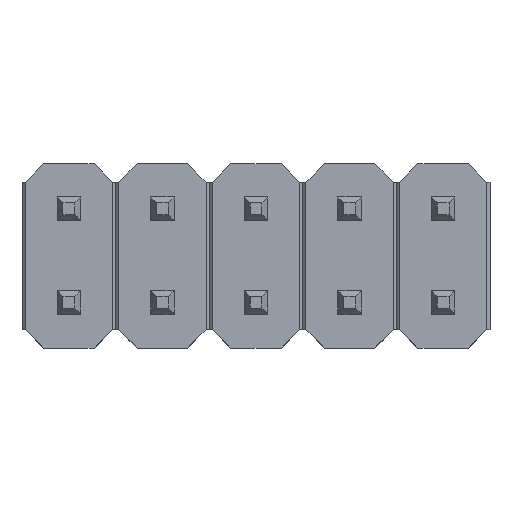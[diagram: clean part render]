
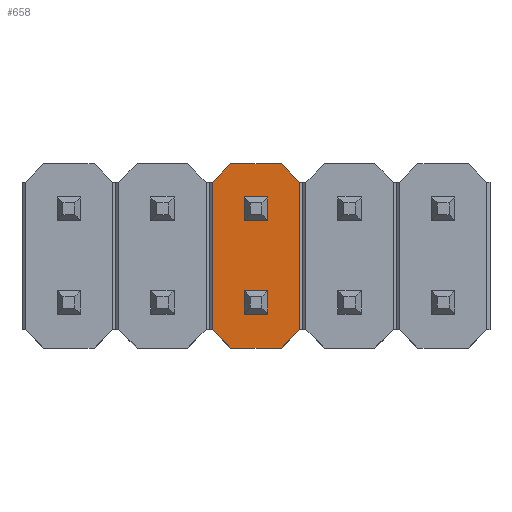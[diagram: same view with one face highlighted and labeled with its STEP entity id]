
A CAD part, top view. The second image highlights one B-rep face of the part: STEP entity #658.
In plain terms, the highlighted planar face has unit normal (0, 0, 1).
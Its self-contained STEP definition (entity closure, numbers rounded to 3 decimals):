
#658=ADVANCED_FACE('',(#1574),#1576,.T.);
#1574=FACE_BOUND('',#1575,.T.);
#1575=EDGE_LOOP('',(#2268,#2269,#2270,#2271,#2272,#2273,#2274,#2275));
#1576=PLANE('',#1577);
#1577=AXIS2_PLACEMENT_3D('',#1578,#1579,#1580);
#1578=CARTESIAN_POINT('',(2.54,0.,2.5));
#1579=DIRECTION('',(0.,0.,1.));
#1580=DIRECTION('',(1.,0.,0.));
#2268=ORIENTED_EDGE('',*,*,#2662,.T.);
#2269=ORIENTED_EDGE('',*,*,#2701,.T.);
#2270=ORIENTED_EDGE('',*,*,#2702,.T.);
#2271=ORIENTED_EDGE('',*,*,#2703,.T.);
#2272=ORIENTED_EDGE('',*,*,#2704,.T.);
#2273=ORIENTED_EDGE('',*,*,#2705,.T.);
#2274=ORIENTED_EDGE('',*,*,#2706,.T.);
#2275=ORIENTED_EDGE('',*,*,#2707,.T.);
#2662=EDGE_CURVE('',#2941,#2939,#2942,.F.);
#2701=EDGE_CURVE('',#2939,#2995,#2996,.T.);
#2702=EDGE_CURVE('',#2995,#2997,#2998,.T.);
#2703=EDGE_CURVE('',#2997,#2999,#3000,.T.);
#2704=EDGE_CURVE('',#2999,#3001,#3002,.F.);
#2705=EDGE_CURVE('',#3001,#3003,#3004,.T.);
#2706=EDGE_CURVE('',#3003,#3005,#3006,.T.);
#2707=EDGE_CURVE('',#3005,#2941,#3007,.T.);
#2939=VERTEX_POINT('',#3401);
#2941=VERTEX_POINT('',#3405);
#2942=LINE('',#3406,#3407);
#2995=VERTEX_POINT('',#3537);
#2996=LINE('',#3538,#3539);
#2997=VERTEX_POINT('',#3541);
#2998=LINE('',#3542,#3543);
#2999=VERTEX_POINT('',#3545);
#3000=LINE('',#3546,#3547);
#3001=VERTEX_POINT('',#3549);
#3002=LINE('',#3550,#3551);
#3003=VERTEX_POINT('',#3553);
#3004=LINE('',#3554,#3555);
#3005=VERTEX_POINT('',#3557);
#3006=LINE('',#3558,#3559);
#3007=LINE('',#3561,#3562);
#3401=CARTESIAN_POINT('',(6.265,3.27,2.5));
#3405=CARTESIAN_POINT('',(6.265,-0.73,2.5));
#3406=CARTESIAN_POINT('',(6.265,3.27,2.5));
#3407=VECTOR('',#3408,1.);
#3408=DIRECTION('',(0.,-1.,0.));
#3537=CARTESIAN_POINT('',(5.765,3.77,2.5));
#3538=CARTESIAN_POINT('',(6.265,3.27,2.5));
#3539=VECTOR('',#3540,1.);
#3540=DIRECTION('',(-0.707,0.707,0.));
#3541=CARTESIAN_POINT('',(4.395,3.77,2.5));
#3542=CARTESIAN_POINT('',(5.765,3.77,2.5));
#3543=VECTOR('',#3544,1.);
#3544=DIRECTION('',(-1.,0.,0.));
#3545=CARTESIAN_POINT('',(3.895,3.27,2.5));
#3546=CARTESIAN_POINT('',(4.395,3.77,2.5));
#3547=VECTOR('',#3548,1.);
#3548=DIRECTION('',(-0.707,-0.707,0.));
#3549=CARTESIAN_POINT('',(3.895,-0.73,2.5));
#3550=CARTESIAN_POINT('',(3.895,-0.73,2.5));
#3551=VECTOR('',#3552,1.);
#3552=DIRECTION('',(0.,1.,0.));
#3553=CARTESIAN_POINT('',(4.395,-1.23,2.5));
#3554=CARTESIAN_POINT('',(3.895,-0.73,2.5));
#3555=VECTOR('',#3556,1.);
#3556=DIRECTION('',(0.707,-0.707,0.));
#3557=CARTESIAN_POINT('',(5.765,-1.23,2.5));
#3558=CARTESIAN_POINT('',(4.395,-1.23,2.5));
#3559=VECTOR('',#3560,1.);
#3560=DIRECTION('',(1.,0.,0.));
#3561=CARTESIAN_POINT('',(5.765,-1.23,2.5));
#3562=VECTOR('',#3563,1.);
#3563=DIRECTION('',(0.707,0.707,0.));
